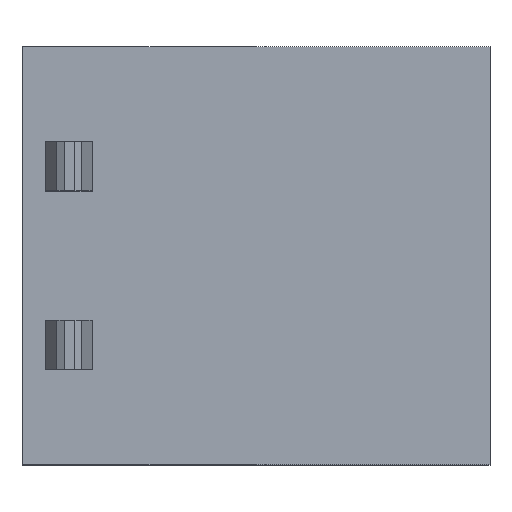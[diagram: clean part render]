
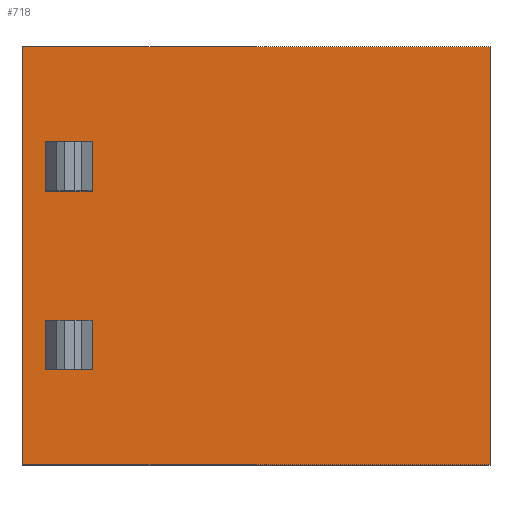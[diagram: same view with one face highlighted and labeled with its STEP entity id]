
A CAD part, top view. The second image highlights one B-rep face of the part: STEP entity #718.
In plain terms, the highlighted planar face has unit normal (0, 0, 1).
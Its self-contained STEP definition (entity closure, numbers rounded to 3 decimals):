
#67 = EDGE_CURVE ( 'NONE', #350, #2659, #2324, .T. ) ;
#71 = VERTEX_POINT ( 'NONE', #440 ) ;
#199 = VERTEX_POINT ( 'NONE', #273 ) ;
#201 = FACE_BOUND ( 'NONE', #1329, .T. ) ;
#204 = AXIS2_PLACEMENT_3D ( 'NONE', #3051, #2999, #2980 ) ;
#214 = DIRECTION ( 'NONE',  ( 0., 1., 0. ) ) ;
#249 = LINE ( 'NONE', #2800, #1568 ) ;
#272 = LINE ( 'NONE', #862, #2881 ) ;
#273 = CARTESIAN_POINT ( 'NONE',  ( 1.5, 6.9, 6.42 ) ) ;
#332 = LINE ( 'NONE', #1979, #952 ) ;
#350 = VERTEX_POINT ( 'NONE', #3288 ) ;
#380 = VERTEX_POINT ( 'NONE', #1995 ) ;
#403 = CARTESIAN_POINT ( 'NONE',  ( 1.5, 0., 6.42 ) ) ;
#407 = ORIENTED_EDGE ( 'NONE', *, *, #1731, .T. ) ;
#433 = CARTESIAN_POINT ( 'NONE',  ( 0., 6.9, 6.42 ) ) ;
#440 = CARTESIAN_POINT ( 'NONE',  ( 0.5, 6.9, 6.42 ) ) ;
#501 = EDGE_CURVE ( 'NONE', #2659, #3131, #249, .T. ) ;
#519 = DIRECTION ( 'NONE',  ( 1., 0., 0. ) ) ;
#646 = LINE ( 'NONE', #754, #2644 ) ;
#656 = ORIENTED_EDGE ( 'NONE', *, *, #501, .F. ) ;
#677 = DIRECTION ( 'NONE',  ( 1., 0., 0. ) ) ;
#718 = ADVANCED_FACE ( 'NONE', ( #2218, #201, #1520 ), #3025, .F. ) ;
#754 = CARTESIAN_POINT ( 'NONE',  ( 0.5, 0., 6.42 ) ) ;
#835 = CARTESIAN_POINT ( 'NONE',  ( 0.5, 0., 6.42 ) ) ;
#837 = CARTESIAN_POINT ( 'NONE',  ( 10., 0., 6.42 ) ) ;
#847 = EDGE_CURVE ( 'NONE', #3321, #2373, #332, .T. ) ;
#862 = CARTESIAN_POINT ( 'NONE',  ( 0., 3.09, 6.42 ) ) ;
#889 = DIRECTION ( 'NONE',  ( 0., 1., 0. ) ) ;
#935 = CARTESIAN_POINT ( 'NONE',  ( 1.5, 2.04, 6.42 ) ) ;
#945 = ORIENTED_EDGE ( 'NONE', *, *, #2053, .F. ) ;
#952 = VECTOR ( 'NONE', #1945, 1000. ) ;
#968 = EDGE_CURVE ( 'NONE', #380, #3021, #1317, .T. ) ;
#969 = CARTESIAN_POINT ( 'NONE',  ( 1.5, 5.85, 6.42 ) ) ;
#1025 = ORIENTED_EDGE ( 'NONE', *, *, #847, .F. ) ;
#1093 = VECTOR ( 'NONE', #2740, 1000. ) ;
#1120 = CARTESIAN_POINT ( 'NONE',  ( 0.5, 5.85, 6.42 ) ) ;
#1147 = LINE ( 'NONE', #433, #2447 ) ;
#1224 = DIRECTION ( 'NONE',  ( 0., -1., 0. ) ) ;
#1232 = LINE ( 'NONE', #2870, #1838 ) ;
#1252 = VERTEX_POINT ( 'NONE', #3252 ) ;
#1263 = CARTESIAN_POINT ( 'NONE',  ( 0., 8.94, 6.42 ) ) ;
#1268 = CARTESIAN_POINT ( 'NONE',  ( 0., 2.04, 6.42 ) ) ;
#1317 = LINE ( 'NONE', #1263, #1936 ) ;
#1329 = EDGE_LOOP ( 'NONE', ( #1025, #1719, #407, #3180 ) ) ;
#1332 = EDGE_LOOP ( 'NONE', ( #2576, #3262, #3339, #656 ) ) ;
#1334 = EDGE_CURVE ( 'NONE', #350, #1252, #1474, .T. ) ;
#1369 = CARTESIAN_POINT ( 'NONE',  ( 0., 0., 6.42 ) ) ;
#1387 = EDGE_CURVE ( 'NONE', #3021, #3057, #1232, .T. ) ;
#1405 = VECTOR ( 'NONE', #214, 1000. ) ;
#1474 = LINE ( 'NONE', #835, #1559 ) ;
#1520 = FACE_BOUND ( 'NONE', #1332, .T. ) ;
#1549 = VECTOR ( 'NONE', #2592, 1000. ) ;
#1559 = VECTOR ( 'NONE', #889, 1000. ) ;
#1568 = VECTOR ( 'NONE', #3042, 1000. ) ;
#1719 = ORIENTED_EDGE ( 'NONE', *, *, #2249, .T. ) ;
#1731 = EDGE_CURVE ( 'NONE', #71, #199, #1147, .T. ) ;
#1784 = DIRECTION ( 'NONE',  ( 0., 1., 0. ) ) ;
#1815 = EDGE_CURVE ( 'NONE', #1252, #3131, #272, .T. ) ;
#1838 = VECTOR ( 'NONE', #2820, 1000. ) ;
#1936 = VECTOR ( 'NONE', #1224, 1000. ) ;
#1945 = DIRECTION ( 'NONE',  ( 1., 0., 0. ) ) ;
#1979 = CARTESIAN_POINT ( 'NONE',  ( 0., 5.85, 6.42 ) ) ;
#1995 = CARTESIAN_POINT ( 'NONE',  ( 0., 8.94, 6.42 ) ) ;
#2053 = EDGE_CURVE ( 'NONE', #380, #3086, #2084, .T. ) ;
#2084 = LINE ( 'NONE', #2923, #3371 ) ;
#2098 = LINE ( 'NONE', #403, #1405 ) ;
#2218 = FACE_OUTER_BOUND ( 'NONE', #2789, .T. ) ;
#2246 = ORIENTED_EDGE ( 'NONE', *, *, #1387, .T. ) ;
#2249 = EDGE_CURVE ( 'NONE', #3321, #71, #646, .T. ) ;
#2324 = LINE ( 'NONE', #1268, #1549 ) ;
#2373 = VERTEX_POINT ( 'NONE', #969 ) ;
#2447 = VECTOR ( 'NONE', #519, 1000. ) ;
#2576 = ORIENTED_EDGE ( 'NONE', *, *, #67, .F. ) ;
#2592 = DIRECTION ( 'NONE',  ( 1., 0., 0. ) ) ;
#2644 = VECTOR ( 'NONE', #1784, 1000. ) ;
#2659 = VERTEX_POINT ( 'NONE', #935 ) ;
#2700 = CARTESIAN_POINT ( 'NONE',  ( 10., 8.94, 6.42 ) ) ;
#2740 = DIRECTION ( 'NONE',  ( 0., -1., 0. ) ) ;
#2761 = EDGE_CURVE ( 'NONE', #3086, #3057, #3161, .T. ) ;
#2789 = EDGE_LOOP ( 'NONE', ( #2246, #2935, #945, #3018 ) ) ;
#2800 = CARTESIAN_POINT ( 'NONE',  ( 1.5, 0., 6.42 ) ) ;
#2820 = DIRECTION ( 'NONE',  ( 1., 0., 0. ) ) ;
#2870 = CARTESIAN_POINT ( 'NONE',  ( 0., 0., 6.42 ) ) ;
#2881 = VECTOR ( 'NONE', #677, 1000. ) ;
#2904 = DIRECTION ( 'NONE',  ( 1., 0., 0. ) ) ;
#2923 = CARTESIAN_POINT ( 'NONE',  ( 0., 8.94, 6.42 ) ) ;
#2935 = ORIENTED_EDGE ( 'NONE', *, *, #2761, .F. ) ;
#2980 = DIRECTION ( 'NONE',  ( -1., 0., 0. ) ) ;
#2999 = DIRECTION ( 'NONE',  ( 0., 0., -1. ) ) ;
#3006 = EDGE_CURVE ( 'NONE', #2373, #199, #2098, .T. ) ;
#3018 = ORIENTED_EDGE ( 'NONE', *, *, #968, .T. ) ;
#3021 = VERTEX_POINT ( 'NONE', #1369 ) ;
#3025 = PLANE ( 'NONE',  #204 ) ;
#3042 = DIRECTION ( 'NONE',  ( 0., 1., 0. ) ) ;
#3051 = CARTESIAN_POINT ( 'NONE',  ( 0., 8.94, 6.42 ) ) ;
#3057 = VERTEX_POINT ( 'NONE', #837 ) ;
#3086 = VERTEX_POINT ( 'NONE', #3190 ) ;
#3131 = VERTEX_POINT ( 'NONE', #3374 ) ;
#3161 = LINE ( 'NONE', #2700, #1093 ) ;
#3180 = ORIENTED_EDGE ( 'NONE', *, *, #3006, .F. ) ;
#3190 = CARTESIAN_POINT ( 'NONE',  ( 10., 8.94, 6.42 ) ) ;
#3252 = CARTESIAN_POINT ( 'NONE',  ( 0.5, 3.09, 6.42 ) ) ;
#3262 = ORIENTED_EDGE ( 'NONE', *, *, #1334, .T. ) ;
#3288 = CARTESIAN_POINT ( 'NONE',  ( 0.5, 2.04, 6.42 ) ) ;
#3321 = VERTEX_POINT ( 'NONE', #1120 ) ;
#3339 = ORIENTED_EDGE ( 'NONE', *, *, #1815, .T. ) ;
#3371 = VECTOR ( 'NONE', #2904, 1000. ) ;
#3374 = CARTESIAN_POINT ( 'NONE',  ( 1.5, 3.09, 6.42 ) ) ;
